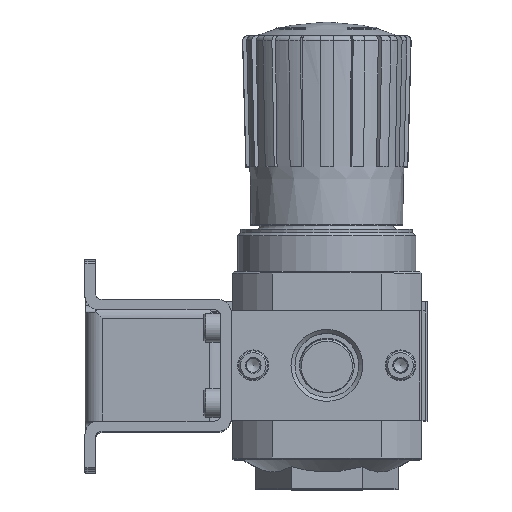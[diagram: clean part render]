
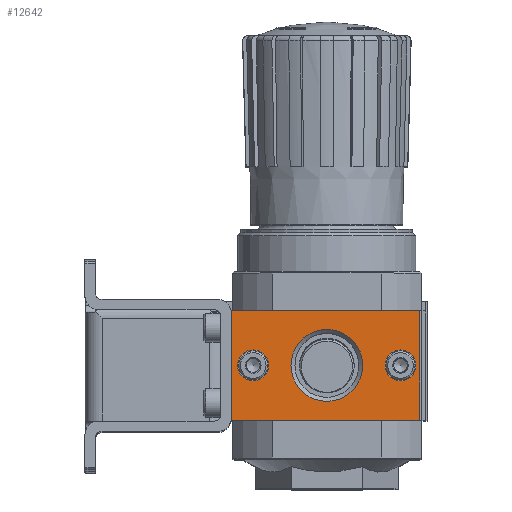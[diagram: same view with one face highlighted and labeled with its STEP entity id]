
A CAD part, top view. The second image highlights one B-rep face of the part: STEP entity #12642.
In plain terms, the highlighted face is planar.
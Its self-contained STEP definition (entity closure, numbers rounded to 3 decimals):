
#555=LINE('',#19637,#1287);
#559=LINE('',#19645,#1291);
#562=LINE('',#19651,#1294);
#564=LINE('',#19658,#1296);
#1287=VECTOR('',#15579,1000.);
#1291=VECTOR('',#15585,1000.);
#1294=VECTOR('',#15590,1000.);
#1296=VECTOR('',#15598,1000.);
#1979=PLANE('',#13621);
#3542=ORIENTED_EDGE('',*,*,#6125,.T.);
#3543=ORIENTED_EDGE('',*,*,#6126,.T.);
#3544=ORIENTED_EDGE('',*,*,#6127,.T.);
#3545=ORIENTED_EDGE('',*,*,#6113,.T.);
#3546=ORIENTED_EDGE('',*,*,#6117,.T.);
#3547=ORIENTED_EDGE('',*,*,#6120,.T.);
#3548=ORIENTED_EDGE('',*,*,#6124,.T.);
#6113=EDGE_CURVE('',#7509,#7508,#555,.T.);
#6117=EDGE_CURVE('',#7508,#7511,#559,.T.);
#6120=EDGE_CURVE('',#7511,#7513,#562,.T.);
#6124=EDGE_CURVE('',#7513,#7509,#564,.T.);
#6125=EDGE_CURVE('',#7516,#7516,#8447,.T.);
#6126=EDGE_CURVE('',#7517,#7517,#8448,.T.);
#6127=EDGE_CURVE('',#7518,#7518,#8449,.T.);
#7508=VERTEX_POINT('',#19636);
#7509=VERTEX_POINT('',#19638);
#7511=VERTEX_POINT('',#19644);
#7513=VERTEX_POINT('',#19650);
#7516=VERTEX_POINT('',#19661);
#7517=VERTEX_POINT('',#19663);
#7518=VERTEX_POINT('',#19665);
#8447=CIRCLE('',#13622,4.5);
#8448=CIRCLE('',#13623,4.5);
#8449=CIRCLE('',#13624,10.478);
#9099=EDGE_LOOP('',(#3542));
#9100=EDGE_LOOP('',(#3543));
#9101=EDGE_LOOP('',(#3544));
#9102=EDGE_LOOP('',(#3545,#3546,#3547,#3548));
#9988=FACE_BOUND('',#9099,.T.);
#9989=FACE_BOUND('',#9100,.T.);
#9990=FACE_BOUND('',#9101,.T.);
#9991=FACE_BOUND('',#9102,.T.);
#12642=ADVANCED_FACE('',(#9988,#9989,#9990,#9991),#1979,.T.);
#13621=AXIS2_PLACEMENT_3D('',#19659,#15599,#15600);
#13622=AXIS2_PLACEMENT_3D('',#19660,#15601,#15602);
#13623=AXIS2_PLACEMENT_3D('',#19662,#15603,#15604);
#13624=AXIS2_PLACEMENT_3D('',#19664,#15605,#15606);
#15579=DIRECTION('',(-1.,0.,0.));
#15585=DIRECTION('',(0.,0.,1.));
#15590=DIRECTION('',(1.,0.,0.));
#15598=DIRECTION('',(0.,0.,-1.));
#15599=DIRECTION('',(0.,1.,0.));
#15600=DIRECTION('',(0.,0.,1.));
#15601=DIRECTION('',(0.,-1.,0.));
#15602=DIRECTION('',(0.,0.,-1.));
#15603=DIRECTION('',(0.,-1.,0.));
#15604=DIRECTION('',(0.,0.,-1.));
#15605=DIRECTION('',(0.,-1.,0.));
#15606=DIRECTION('',(0.,0.,-1.));
#19636=CARTESIAN_POINT('',(-27.5,15.,-16.));
#19637=CARTESIAN_POINT('',(27.5,15.,-16.));
#19638=CARTESIAN_POINT('',(27.5,15.,-16.));
#19644=CARTESIAN_POINT('',(-27.5,15.,16.));
#19645=CARTESIAN_POINT('',(-27.5,15.,-16.));
#19650=CARTESIAN_POINT('',(27.5,15.,16.));
#19651=CARTESIAN_POINT('',(-27.5,15.,16.));
#19658=CARTESIAN_POINT('',(27.5,15.,16.));
#19659=CARTESIAN_POINT('',(0.,15.,0.));
#19660=CARTESIAN_POINT('',(-21.9,15.,0.));
#19661=CARTESIAN_POINT('',(-21.9,15.,-4.5));
#19662=CARTESIAN_POINT('',(21.1,15.,0.));
#19663=CARTESIAN_POINT('',(21.1,15.,-4.5));
#19664=CARTESIAN_POINT('',(-0.4,15.,0.));
#19665=CARTESIAN_POINT('',(-0.4,15.,-10.478));
